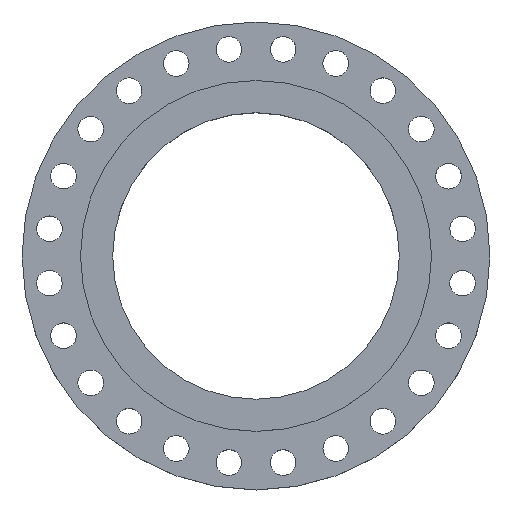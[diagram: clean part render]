
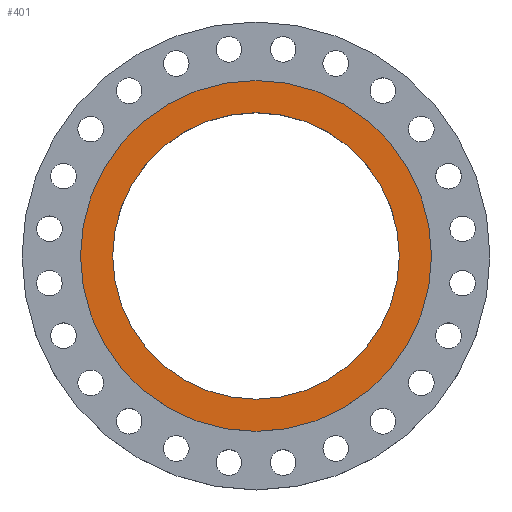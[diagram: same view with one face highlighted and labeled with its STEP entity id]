
A CAD part, top view. The second image highlights one B-rep face of the part: STEP entity #401.
In plain terms, the highlighted planar face has unit normal (0, 0, 1).
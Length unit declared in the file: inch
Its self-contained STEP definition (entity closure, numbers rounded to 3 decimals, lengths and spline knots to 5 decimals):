
#137 = EDGE_CURVE ( 'NONE', #1578, #1278, #1262, .T. ) ;
#230 = EDGE_CURVE ( 'NONE', #1278, #1578, #1682, .T. ) ;
#257 = DIRECTION ( 'NONE',  ( 1., 0., 0. ) ) ;
#329 = DIRECTION ( 'NONE',  ( 1., 0., 0. ) ) ;
#401 = ADVANCED_FACE ( 'NONE', ( #1293, #2005 ), #420, .T. ) ;
#416 = EDGE_CURVE ( 'NONE', #1660, #1752, #755, .T. ) ;
#420 = PLANE ( 'NONE',  #927 ) ;
#510 = ORIENTED_EDGE ( 'NONE', *, *, #416, .F. ) ;
#531 = DIRECTION ( 'NONE',  ( 0., 0., 1. ) ) ;
#658 = DIRECTION ( 'NONE',  ( 0., 0., 1. ) ) ;
#677 = CARTESIAN_POINT ( 'NONE',  ( 0., 0., 0.25 ) ) ;
#714 = AXIS2_PLACEMENT_3D ( 'NONE', #677, #1572, #329 ) ;
#732 = AXIS2_PLACEMENT_3D ( 'NONE', #2256, #658, #1365 ) ;
#755 = CIRCLE ( 'NONE', #2229, 9.8 ) ;
#792 = DIRECTION ( 'NONE',  ( 1., 0., 0. ) ) ;
#892 = CARTESIAN_POINT ( 'NONE',  ( -9.8, 0., 0.25 ) ) ;
#927 = AXIS2_PLACEMENT_3D ( 'NONE', #1123, #950, #257 ) ;
#940 = CARTESIAN_POINT ( 'NONE',  ( 0., 0., 0.25 ) ) ;
#950 = DIRECTION ( 'NONE',  ( 0., 0., 1. ) ) ;
#1064 = CIRCLE ( 'NONE', #732, 9.8 ) ;
#1092 = EDGE_LOOP ( 'NONE', ( #1276, #1189 ) ) ;
#1115 = AXIS2_PLACEMENT_3D ( 'NONE', #1766, #531, #1234 ) ;
#1123 = CARTESIAN_POINT ( 'NONE',  ( 0., 0., 0.25 ) ) ;
#1130 = EDGE_LOOP ( 'NONE', ( #2252, #510 ) ) ;
#1189 = ORIENTED_EDGE ( 'NONE', *, *, #137, .T. ) ;
#1192 = CARTESIAN_POINT ( 'NONE',  ( 12., 0., 0.25 ) ) ;
#1196 = CARTESIAN_POINT ( 'NONE',  ( -12., 0., 0.25 ) ) ;
#1234 = DIRECTION ( 'NONE',  ( 1., 0., 0. ) ) ;
#1262 = CIRCLE ( 'NONE', #714, 12. ) ;
#1276 = ORIENTED_EDGE ( 'NONE', *, *, #230, .T. ) ;
#1278 = VERTEX_POINT ( 'NONE', #1196 ) ;
#1293 = FACE_BOUND ( 'NONE', #1130, .T. ) ;
#1365 = DIRECTION ( 'NONE',  ( 1., 0., 0. ) ) ;
#1572 = DIRECTION ( 'NONE',  ( 0., 0., 1. ) ) ;
#1578 = VERTEX_POINT ( 'NONE', #1192 ) ;
#1628 = EDGE_CURVE ( 'NONE', #1752, #1660, #1064, .T. ) ;
#1660 = VERTEX_POINT ( 'NONE', #1750 ) ;
#1682 = CIRCLE ( 'NONE', #1115, 12. ) ;
#1750 = CARTESIAN_POINT ( 'NONE',  ( 9.8, 0., 0.25 ) ) ;
#1752 = VERTEX_POINT ( 'NONE', #892 ) ;
#1766 = CARTESIAN_POINT ( 'NONE',  ( 0., 0., 0.25 ) ) ;
#1844 = DIRECTION ( 'NONE',  ( 0., 0., 1. ) ) ;
#2005 = FACE_OUTER_BOUND ( 'NONE', #1092, .T. ) ;
#2229 = AXIS2_PLACEMENT_3D ( 'NONE', #940, #1844, #792 ) ;
#2252 = ORIENTED_EDGE ( 'NONE', *, *, #1628, .F. ) ;
#2256 = CARTESIAN_POINT ( 'NONE',  ( 0., 0., 0.25 ) ) ;
